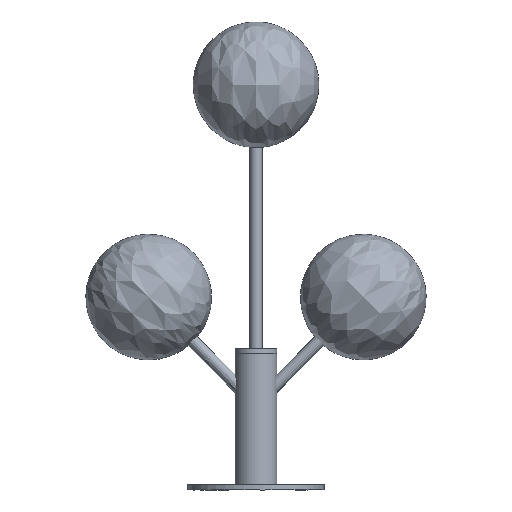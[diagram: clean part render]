
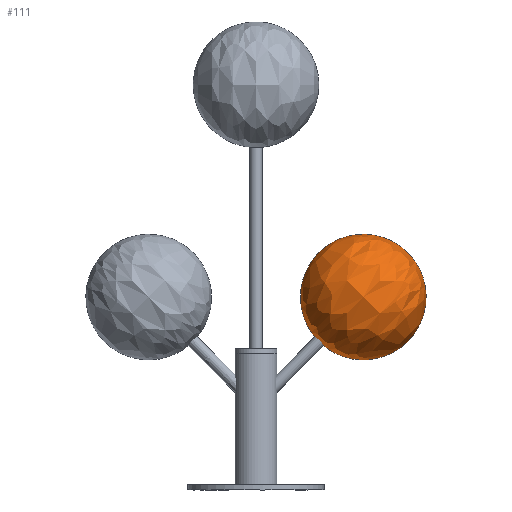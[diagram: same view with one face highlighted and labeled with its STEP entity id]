
A CAD part, front view. The second image highlights one B-rep face of the part: STEP entity #111.
In plain terms, the highlighted free-form (B-spline) face has degree [2, 2] with [5, 5] control points.
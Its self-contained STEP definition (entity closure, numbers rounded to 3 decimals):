
#111=ADVANCED_FACE('',(#147),#464,.T.);
#147=FACE_OUTER_BOUND('',#183,.T.);
#183=EDGE_LOOP('',(#256,#257));
#256=ORIENTED_EDGE('',*,*,#327,.T.);
#257=ORIENTED_EDGE('',*,*,#326,.F.);
#326=EDGE_CURVE('',#425,#426,#379,.T.);
#327=EDGE_CURVE('',#425,#426,#380,.T.);
#379=(
BOUNDED_CURVE()
B_SPLINE_CURVE(2,(#1057,#1058,#1059,#1060,#1061),.UNSPECIFIED.,.F.,.F.)
B_SPLINE_CURVE_WITH_KNOTS((3,2,3),(-94.248,0.,94.248),
 .UNSPECIFIED.)
CURVE()
GEOMETRIC_REPRESENTATION_ITEM()
RATIONAL_B_SPLINE_CURVE((1.,0.707,1.,0.707,1.))
REPRESENTATION_ITEM('')
);
#380=(
BOUNDED_CURVE()
B_SPLINE_CURVE(2,(#1062,#1063,#1064,#1065,#1066),.UNSPECIFIED.,.F.,.F.)
B_SPLINE_CURVE_WITH_KNOTS((3,2,3),(-94.248,0.,94.248),
 .UNSPECIFIED.)
CURVE()
GEOMETRIC_REPRESENTATION_ITEM()
RATIONAL_B_SPLINE_CURVE((1.,0.707,1.,0.707,1.))
REPRESENTATION_ITEM('')
);
#425=VERTEX_POINT('',#1055);
#426=VERTEX_POINT('',#1056);
#464=(
BOUNDED_SURFACE()
B_SPLINE_SURFACE(2,2,((#1030,#1031,#1032,#1033,#1034),(#1035,#1036,#1037,
#1038,#1039),(#1040,#1041,#1042,#1043,#1044),(#1045,#1046,#1047,#1048,#1049),
(#1050,#1051,#1052,#1053,#1054)),.UNSPECIFIED.,.F.,.F.,.F.)
B_SPLINE_SURFACE_WITH_KNOTS((3,2,3),(3,2,3),(-94.248,0.,94.248),
(188.496,282.743,376.991),.UNSPECIFIED.)
GEOMETRIC_REPRESENTATION_ITEM()
RATIONAL_B_SPLINE_SURFACE(((1.,0.707,1.,0.707,1.),
(0.707,0.5,0.707,0.5,0.707),(1.,0.707,
1.,0.707,1.),(0.707,0.5,0.707,0.5,0.707),
(1.,0.707,1.,0.707,1.)))
REPRESENTATION_ITEM('')
SURFACE()
);
#1030=CARTESIAN_POINT('',(144.926,0.,632.117));
#1031=CARTESIAN_POINT('',(144.926,0.,632.117));
#1032=CARTESIAN_POINT('',(144.926,0.,632.117));
#1033=CARTESIAN_POINT('',(144.926,0.,632.117));
#1034=CARTESIAN_POINT('',(144.926,0.,632.117));
#1035=CARTESIAN_POINT('',(187.353,0.,674.543));
#1036=CARTESIAN_POINT('',(187.353,-60.,674.543));
#1037=CARTESIAN_POINT('',(144.926,-60.,632.117));
#1038=CARTESIAN_POINT('',(102.5,-60.,589.69));
#1039=CARTESIAN_POINT('',(102.5,0.,589.69));
#1040=CARTESIAN_POINT('',(144.926,0.,716.97));
#1041=CARTESIAN_POINT('',(144.926,-60.,716.97));
#1042=CARTESIAN_POINT('',(102.5,-60.,674.543));
#1043=CARTESIAN_POINT('',(60.074,-60.,632.117));
#1044=CARTESIAN_POINT('',(60.074,0.,632.117));
#1045=CARTESIAN_POINT('',(102.5,0.,759.396));
#1046=CARTESIAN_POINT('',(102.5,-60.,759.396));
#1047=CARTESIAN_POINT('',(60.074,-60.,716.97));
#1048=CARTESIAN_POINT('',(17.647,-60.,674.543));
#1049=CARTESIAN_POINT('',(17.647,0.,674.543));
#1050=CARTESIAN_POINT('',(60.074,0.,716.97));
#1051=CARTESIAN_POINT('',(60.074,0.,716.97));
#1052=CARTESIAN_POINT('',(60.074,0.,716.97));
#1053=CARTESIAN_POINT('',(60.074,0.,716.97));
#1054=CARTESIAN_POINT('',(60.074,0.,716.97));
#1055=CARTESIAN_POINT('',(144.926,0.,632.117));
#1056=CARTESIAN_POINT('',(60.074,0.,716.97));
#1057=CARTESIAN_POINT('',(144.926,0.,632.117));
#1058=CARTESIAN_POINT('',(102.5,0.,589.69));
#1059=CARTESIAN_POINT('',(60.074,0.,632.117));
#1060=CARTESIAN_POINT('',(17.647,0.,674.543));
#1061=CARTESIAN_POINT('',(60.074,0.,716.97));
#1062=CARTESIAN_POINT('',(144.926,0.,632.117));
#1063=CARTESIAN_POINT('',(187.353,0.,674.543));
#1064=CARTESIAN_POINT('',(144.926,0.,716.97));
#1065=CARTESIAN_POINT('',(102.5,0.,759.396));
#1066=CARTESIAN_POINT('',(60.074,0.,716.97));
